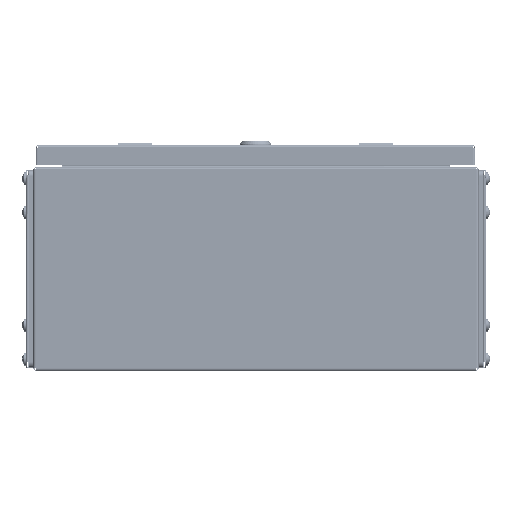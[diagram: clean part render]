
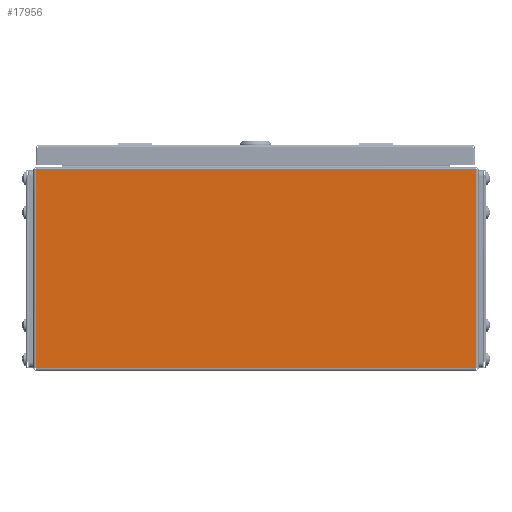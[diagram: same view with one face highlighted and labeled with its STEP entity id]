
A CAD part, left-side view. The second image highlights one B-rep face of the part: STEP entity #17956.
In plain terms, the highlighted planar face has unit normal (-1, 0, 0).
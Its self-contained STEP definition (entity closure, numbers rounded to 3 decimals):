
#3061 = ORIENTED_EDGE ( 'NONE', *, *, #18783, .T. ) ;
#5721 = CARTESIAN_POINT ( 'NONE',  ( -200., -195.5, 177.5 ) ) ;
#7522 = EDGE_CURVE ( 'NONE', #28025, #36430, #16426, .T. ) ;
#12277 = CARTESIAN_POINT ( 'NONE',  ( -200., 195.5, 177.5 ) ) ;
#16426 = LINE ( 'NONE', #60350, #73397 ) ;
#16816 = DIRECTION ( 'NONE',  ( 0., 0., 1. ) ) ;
#17956 = ADVANCED_FACE ( 'NONE', ( #50293 ), #61785, .F. ) ;
#18783 = EDGE_CURVE ( 'NONE', #36430, #64113, #62000, .T. ) ;
#23470 = EDGE_CURVE ( 'NONE', #64113, #47464, #30949, .T. ) ;
#23514 = VECTOR ( 'NONE', #55841, 1000. ) ;
#24024 = DIRECTION ( 'NONE',  ( 1., 0., 0. ) ) ;
#28025 = VERTEX_POINT ( 'NONE', #64449 ) ;
#30949 = LINE ( 'NONE', #62548, #53586 ) ;
#36430 = VERTEX_POINT ( 'NONE', #56810 ) ;
#37566 = CARTESIAN_POINT ( 'NONE',  ( -200., 0., 0. ) ) ;
#38708 = DIRECTION ( 'NONE',  ( 0., 0., -1. ) ) ;
#39091 = LINE ( 'NONE', #64135, #47547 ) ;
#42513 = DIRECTION ( 'NONE',  ( 0., 0., -1. ) ) ;
#43895 = EDGE_CURVE ( 'NONE', #28025, #47464, #39091, .T. ) ;
#44625 = AXIS2_PLACEMENT_3D ( 'NONE', #37566, #24024, #42513 ) ;
#47464 = VERTEX_POINT ( 'NONE', #67600 ) ;
#47547 = VECTOR ( 'NONE', #51830, 1000. ) ;
#48369 = ORIENTED_EDGE ( 'NONE', *, *, #7522, .T. ) ;
#50293 = FACE_OUTER_BOUND ( 'NONE', #62395, .T. ) ;
#51807 = ORIENTED_EDGE ( 'NONE', *, *, #43895, .F. ) ;
#51830 = DIRECTION ( 'NONE',  ( 0., 1., 0. ) ) ;
#53586 = VECTOR ( 'NONE', #38708, 1000. ) ;
#55712 = ORIENTED_EDGE ( 'NONE', *, *, #23470, .T. ) ;
#55841 = DIRECTION ( 'NONE',  ( 0., 1., 0. ) ) ;
#56810 = CARTESIAN_POINT ( 'NONE',  ( -200., -195.5, 177.5 ) ) ;
#60350 = CARTESIAN_POINT ( 'NONE',  ( -200., -195.5, 0. ) ) ;
#61785 = PLANE ( 'NONE',  #44625 ) ;
#62000 = LINE ( 'NONE', #5721, #23514 ) ;
#62395 = EDGE_LOOP ( 'NONE', ( #3061, #55712, #51807, #48369 ) ) ;
#62548 = CARTESIAN_POINT ( 'NONE',  ( -200., 195.5, 0. ) ) ;
#64113 = VERTEX_POINT ( 'NONE', #12277 ) ;
#64135 = CARTESIAN_POINT ( 'NONE',  ( -200., 195.5, 1. ) ) ;
#64449 = CARTESIAN_POINT ( 'NONE',  ( -200., -195.5, 1. ) ) ;
#67600 = CARTESIAN_POINT ( 'NONE',  ( -200., 195.5, 1. ) ) ;
#73397 = VECTOR ( 'NONE', #16816, 1000. ) ;
